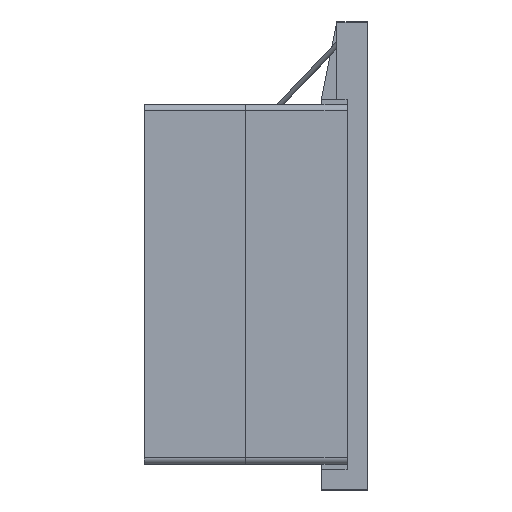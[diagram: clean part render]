
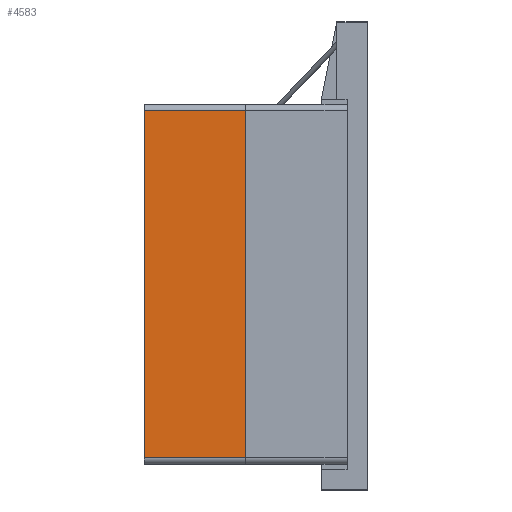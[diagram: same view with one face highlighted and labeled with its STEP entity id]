
A CAD part, left-side view. The second image highlights one B-rep face of the part: STEP entity #4583.
In plain terms, the highlighted planar face has unit normal (-1, 0, 0).
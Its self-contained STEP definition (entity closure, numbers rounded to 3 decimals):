
#793 = DIRECTION ( 'NONE',  ( 1., 0., 0. ) ) ;
#807 = VERTEX_POINT ( 'NONE', #10815 ) ;
#1971 = CARTESIAN_POINT ( 'NONE',  ( -10.45, 8.69, -7.85 ) ) ;
#2740 = EDGE_LOOP ( 'NONE', ( #2780, #20655, #7872, #6030 ) ) ;
#2780 = ORIENTED_EDGE ( 'NONE', *, *, #4070, .T. ) ;
#3056 = CARTESIAN_POINT ( 'NONE',  ( -10.45, 8.69, 5.65 ) ) ;
#3251 = CARTESIAN_POINT ( 'NONE',  ( -10.45, 3.64, -7.85 ) ) ;
#4070 = EDGE_CURVE ( 'NONE', #20981, #807, #23273, .T. ) ;
#4325 = FACE_OUTER_BOUND ( 'NONE', #2740, .T. ) ;
#4424 = VECTOR ( 'NONE', #5912, 1000. ) ;
#4583 = ADVANCED_FACE ( 'NONE', ( #4325 ), #5698, .F. ) ;
#5698 = PLANE ( 'NONE',  #7411 ) ;
#5912 = DIRECTION ( 'NONE',  ( 0., -1., 0. ) ) ;
#6030 = ORIENTED_EDGE ( 'NONE', *, *, #13962, .F. ) ;
#7411 = AXIS2_PLACEMENT_3D ( 'NONE', #3251, #793, #22210 ) ;
#7872 = ORIENTED_EDGE ( 'NONE', *, *, #8578, .F. ) ;
#8245 = VERTEX_POINT ( 'NONE', #3056 ) ;
#8358 = CARTESIAN_POINT ( 'NONE',  ( -10.45, 3.64, 5.65 ) ) ;
#8578 = EDGE_CURVE ( 'NONE', #8245, #16506, #10804, .T. ) ;
#10208 = CARTESIAN_POINT ( 'NONE',  ( -10.45, 4.755, 5.65 ) ) ;
#10804 = LINE ( 'NONE', #8358, #4424 ) ;
#10815 = CARTESIAN_POINT ( 'NONE',  ( -10.45, 4.755, -7.85 ) ) ;
#13335 = DIRECTION ( 'NONE',  ( 0., 0., 1. ) ) ;
#13962 = EDGE_CURVE ( 'NONE', #20981, #8245, #22005, .T. ) ;
#15788 = CARTESIAN_POINT ( 'NONE',  ( -10.45, 4.755, -7.85 ) ) ;
#16486 = VECTOR ( 'NONE', #17104, 1000. ) ;
#16506 = VERTEX_POINT ( 'NONE', #10208 ) ;
#17104 = DIRECTION ( 'NONE',  ( 0., 0., 1. ) ) ;
#17817 = VECTOR ( 'NONE', #13335, 1000. ) ;
#17883 = EDGE_CURVE ( 'NONE', #807, #16506, #18222, .T. ) ;
#18222 = LINE ( 'NONE', #15788, #17817 ) ;
#18388 = DIRECTION ( 'NONE',  ( 0., -1., 0. ) ) ;
#19230 = VECTOR ( 'NONE', #18388, 1000. ) ;
#19562 = CARTESIAN_POINT ( 'NONE',  ( -10.45, 8.69, -7.85 ) ) ;
#20655 = ORIENTED_EDGE ( 'NONE', *, *, #17883, .T. ) ;
#20831 = CARTESIAN_POINT ( 'NONE',  ( -10.45, 3.64, -7.85 ) ) ;
#20981 = VERTEX_POINT ( 'NONE', #1971 ) ;
#22005 = LINE ( 'NONE', #19562, #16486 ) ;
#22210 = DIRECTION ( 'NONE',  ( 0., 0., -1. ) ) ;
#23273 = LINE ( 'NONE', #20831, #19230 ) ;
